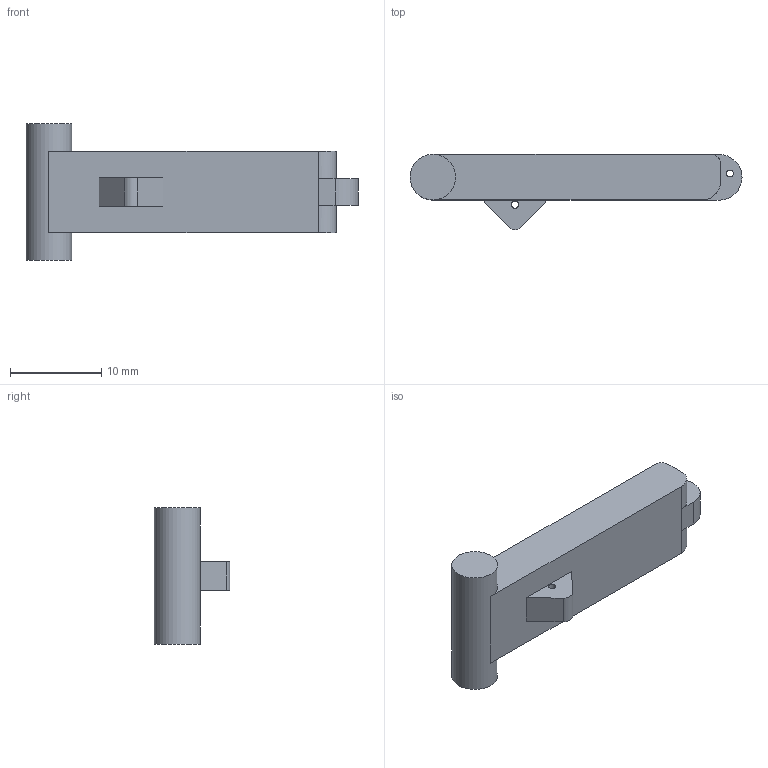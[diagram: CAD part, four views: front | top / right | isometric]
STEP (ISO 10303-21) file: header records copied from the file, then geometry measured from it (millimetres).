
FILE_DESCRIPTION(/* description */ (''),/* implementation_level */ '2;1');
FILE_NAME(/* name */ 'kinova gripper longer part.step',/* time_stamp */ '2022-02-18T17:05:33+06:00',/* author */ (''),/* organization */ (''),/* preprocessor_version */ 'ST-DEVELOPER v18.1',/* originating_system */ 'Autodesk Translation Framework v10.13.0.1454',/* authorisation */ '');
FILE_SCHEMA (('AUTOMOTIVE_DESIGN { 1 0 10303 214 3 1 1 }'));
Length unit declared in the file: millimetre
Products named in the file (4): (Unsaved); Component3; Component5; Component4
Assembly tree (3 placements, depth 3):
  (Unsaved)
    Component3
      Component5
    Component4
Bounding box: 36.36 x 8.24 x 14.95 mm (x, y, z)
Volume: 1672.4 mm3; surface area: 1172.7 mm2
Topology: 1 solids, 1 shells, 24 faces, 60 edges, 40 vertices
Faces by surface type: plane 16, cylinder 8
Full cylindrical faces by diameter (mm): 0.75 x1, 0.8 x1, 5 x1
Entity records: 845 total; most frequent: DIRECTION 144, CARTESIAN_POINT 131, ORIENTED_EDGE 120, EDGE_CURVE 60, AXIS2_PLACEMENT_3D 53, VERTEX_POINT 40, LINE 38, VECTOR 38
